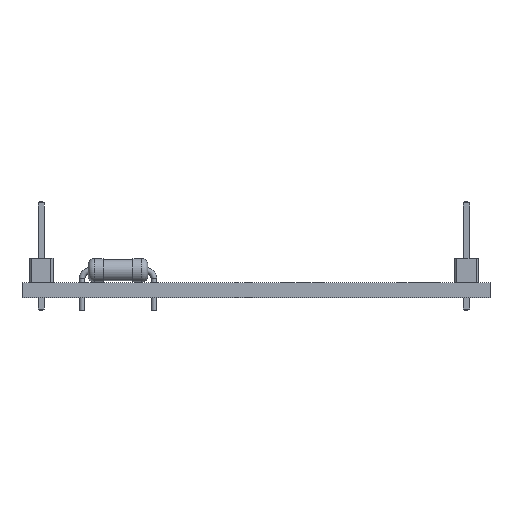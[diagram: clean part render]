
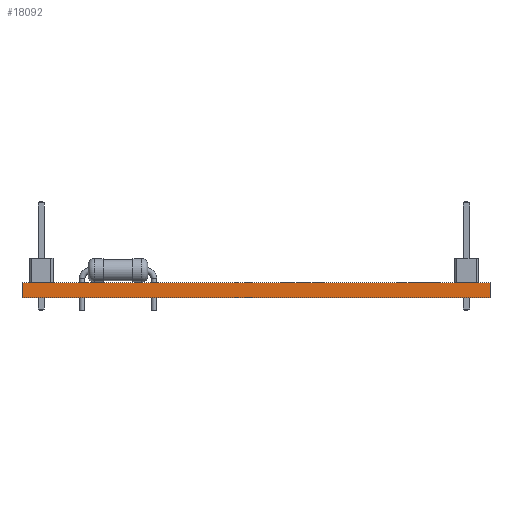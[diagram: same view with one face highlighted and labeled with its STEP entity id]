
A CAD part, front view. The second image highlights one B-rep face of the part: STEP entity #18092.
In plain terms, the highlighted planar face has unit normal (0, -1, 0).
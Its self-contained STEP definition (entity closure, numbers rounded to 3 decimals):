
#17911 = PLANE('',#17912);
#17912 = AXIS2_PLACEMENT_3D('',#17913,#17914,#17915);
#17913 = CARTESIAN_POINT('',(95.25,-69.85,0.));
#17914 = DIRECTION('',(1.,0.,-0.));
#17915 = DIRECTION('',(0.,-1.,0.));
#17936 = VERTEX_POINT('',#17937);
#17937 = CARTESIAN_POINT('',(95.25,-80.01,1.6));
#17951 = PLANE('',#17952);
#17952 = AXIS2_PLACEMENT_3D('',#17953,#17954,#17955);
#17953 = CARTESIAN_POINT('',(120.015,-60.325,1.6));
#17954 = DIRECTION('',(0.,0.,1.));
#17955 = DIRECTION('',(1.,0.,-0.));
#17963 = EDGE_CURVE('',#17964,#17936,#17966,.T.);
#17964 = VERTEX_POINT('',#17965);
#17965 = CARTESIAN_POINT('',(95.25,-80.01,0.));
#17966 = SURFACE_CURVE('',#17967,(#17971,#17978),.PCURVE_S1.);
#17967 = LINE('',#17968,#17969);
#17968 = CARTESIAN_POINT('',(95.25,-80.01,0.));
#17969 = VECTOR('',#17970,1.);
#17970 = DIRECTION('',(0.,0.,1.));
#17971 = PCURVE('',#17911,#17972);
#17972 = DEFINITIONAL_REPRESENTATION('',(#17973),#17977);
#17973 = LINE('',#17974,#17975);
#17974 = CARTESIAN_POINT('',(10.16,0.));
#17975 = VECTOR('',#17976,1.);
#17976 = DIRECTION('',(0.,-1.));
#17977 = ( GEOMETRIC_REPRESENTATION_CONTEXT(2) 
PARAMETRIC_REPRESENTATION_CONTEXT() REPRESENTATION_CONTEXT('2D SPACE',''
  ) );
#17978 = PCURVE('',#17979,#17984);
#17979 = PLANE('',#17980);
#17980 = AXIS2_PLACEMENT_3D('',#17981,#17982,#17983);
#17981 = CARTESIAN_POINT('',(95.25,-80.01,0.));
#17982 = DIRECTION('',(0.,1.,0.));
#17983 = DIRECTION('',(1.,0.,0.));
#17984 = DEFINITIONAL_REPRESENTATION('',(#17985),#17989);
#17985 = LINE('',#17986,#17987);
#17986 = CARTESIAN_POINT('',(0.,0.));
#17987 = VECTOR('',#17988,1.);
#17988 = DIRECTION('',(0.,-1.));
#17989 = ( GEOMETRIC_REPRESENTATION_CONTEXT(2) 
PARAMETRIC_REPRESENTATION_CONTEXT() REPRESENTATION_CONTEXT('2D SPACE',''
  ) );
#18005 = PLANE('',#18006);
#18006 = AXIS2_PLACEMENT_3D('',#18007,#18008,#18009);
#18007 = CARTESIAN_POINT('',(120.015,-60.325,0.));
#18008 = DIRECTION('',(0.,0.,1.));
#18009 = DIRECTION('',(1.,0.,-0.));
#18092 = ADVANCED_FACE('',(#18093),#17979,.F.);
#18093 = FACE_BOUND('',#18094,.F.);
#18094 = EDGE_LOOP('',(#18095,#18096,#18119,#18147));
#18095 = ORIENTED_EDGE('',*,*,#17963,.T.);
#18096 = ORIENTED_EDGE('',*,*,#18097,.T.);
#18097 = EDGE_CURVE('',#17936,#18098,#18100,.T.);
#18098 = VERTEX_POINT('',#18099);
#18099 = CARTESIAN_POINT('',(144.78,-80.01,1.6));
#18100 = SURFACE_CURVE('',#18101,(#18105,#18112),.PCURVE_S1.);
#18101 = LINE('',#18102,#18103);
#18102 = CARTESIAN_POINT('',(95.25,-80.01,1.6));
#18103 = VECTOR('',#18104,1.);
#18104 = DIRECTION('',(1.,0.,0.));
#18105 = PCURVE('',#17979,#18106);
#18106 = DEFINITIONAL_REPRESENTATION('',(#18107),#18111);
#18107 = LINE('',#18108,#18109);
#18108 = CARTESIAN_POINT('',(0.,-1.6));
#18109 = VECTOR('',#18110,1.);
#18110 = DIRECTION('',(1.,0.));
#18111 = ( GEOMETRIC_REPRESENTATION_CONTEXT(2) 
PARAMETRIC_REPRESENTATION_CONTEXT() REPRESENTATION_CONTEXT('2D SPACE',''
  ) );
#18112 = PCURVE('',#17951,#18113);
#18113 = DEFINITIONAL_REPRESENTATION('',(#18114),#18118);
#18114 = LINE('',#18115,#18116);
#18115 = CARTESIAN_POINT('',(-24.765,-19.685));
#18116 = VECTOR('',#18117,1.);
#18117 = DIRECTION('',(1.,0.));
#18118 = ( GEOMETRIC_REPRESENTATION_CONTEXT(2) 
PARAMETRIC_REPRESENTATION_CONTEXT() REPRESENTATION_CONTEXT('2D SPACE',''
  ) );
#18119 = ORIENTED_EDGE('',*,*,#18120,.F.);
#18120 = EDGE_CURVE('',#18121,#18098,#18123,.T.);
#18121 = VERTEX_POINT('',#18122);
#18122 = CARTESIAN_POINT('',(144.78,-80.01,0.));
#18123 = SURFACE_CURVE('',#18124,(#18128,#18135),.PCURVE_S1.);
#18124 = LINE('',#18125,#18126);
#18125 = CARTESIAN_POINT('',(144.78,-80.01,0.));
#18126 = VECTOR('',#18127,1.);
#18127 = DIRECTION('',(0.,0.,1.));
#18128 = PCURVE('',#17979,#18129);
#18129 = DEFINITIONAL_REPRESENTATION('',(#18130),#18134);
#18130 = LINE('',#18131,#18132);
#18131 = CARTESIAN_POINT('',(49.53,0.));
#18132 = VECTOR('',#18133,1.);
#18133 = DIRECTION('',(0.,-1.));
#18134 = ( GEOMETRIC_REPRESENTATION_CONTEXT(2) 
PARAMETRIC_REPRESENTATION_CONTEXT() REPRESENTATION_CONTEXT('2D SPACE',''
  ) );
#18135 = PCURVE('',#18136,#18141);
#18136 = PLANE('',#18137);
#18137 = AXIS2_PLACEMENT_3D('',#18138,#18139,#18140);
#18138 = CARTESIAN_POINT('',(144.78,-80.01,0.));
#18139 = DIRECTION('',(-1.,0.,0.));
#18140 = DIRECTION('',(0.,1.,0.));
#18141 = DEFINITIONAL_REPRESENTATION('',(#18142),#18146);
#18142 = LINE('',#18143,#18144);
#18143 = CARTESIAN_POINT('',(0.,0.));
#18144 = VECTOR('',#18145,1.);
#18145 = DIRECTION('',(0.,-1.));
#18146 = ( GEOMETRIC_REPRESENTATION_CONTEXT(2) 
PARAMETRIC_REPRESENTATION_CONTEXT() REPRESENTATION_CONTEXT('2D SPACE',''
  ) );
#18147 = ORIENTED_EDGE('',*,*,#18148,.F.);
#18148 = EDGE_CURVE('',#17964,#18121,#18149,.T.);
#18149 = SURFACE_CURVE('',#18150,(#18154,#18161),.PCURVE_S1.);
#18150 = LINE('',#18151,#18152);
#18151 = CARTESIAN_POINT('',(95.25,-80.01,0.));
#18152 = VECTOR('',#18153,1.);
#18153 = DIRECTION('',(1.,0.,0.));
#18154 = PCURVE('',#17979,#18155);
#18155 = DEFINITIONAL_REPRESENTATION('',(#18156),#18160);
#18156 = LINE('',#18157,#18158);
#18157 = CARTESIAN_POINT('',(0.,0.));
#18158 = VECTOR('',#18159,1.);
#18159 = DIRECTION('',(1.,0.));
#18160 = ( GEOMETRIC_REPRESENTATION_CONTEXT(2) 
PARAMETRIC_REPRESENTATION_CONTEXT() REPRESENTATION_CONTEXT('2D SPACE',''
  ) );
#18161 = PCURVE('',#18005,#18162);
#18162 = DEFINITIONAL_REPRESENTATION('',(#18163),#18167);
#18163 = LINE('',#18164,#18165);
#18164 = CARTESIAN_POINT('',(-24.765,-19.685));
#18165 = VECTOR('',#18166,1.);
#18166 = DIRECTION('',(1.,0.));
#18167 = ( GEOMETRIC_REPRESENTATION_CONTEXT(2) 
PARAMETRIC_REPRESENTATION_CONTEXT() REPRESENTATION_CONTEXT('2D SPACE',''
  ) );
